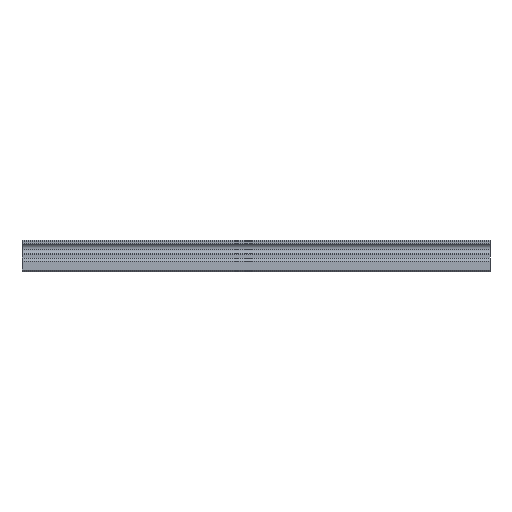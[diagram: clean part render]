
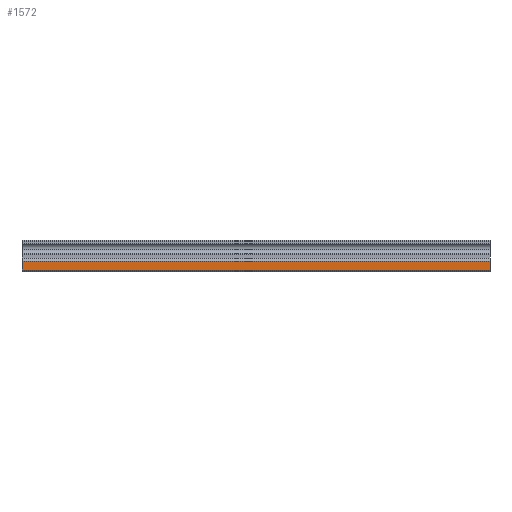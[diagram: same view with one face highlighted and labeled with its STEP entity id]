
A CAD part, top view. The second image highlights one B-rep face of the part: STEP entity #1572.
In plain terms, the highlighted planar face has unit normal (0, 0, 1).
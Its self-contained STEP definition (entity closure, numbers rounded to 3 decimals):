
#93 = DIRECTION ( 'NONE',  ( 1., 0., 0. ) ) ;
#132 = ORIENTED_EDGE ( 'NONE', *, *, #410, .F. ) ;
#172 = CARTESIAN_POINT ( 'NONE',  ( 130., 3.1, 21. ) ) ;
#229 = CARTESIAN_POINT ( 'NONE',  ( -10., 0.5, 21. ) ) ;
#274 = DIRECTION ( 'NONE',  ( 0., -1., 0. ) ) ;
#410 = EDGE_CURVE ( 'NONE', #1117, #1746, #1899, .T. ) ;
#439 = VECTOR ( 'NONE', #446, 1000. ) ;
#446 = DIRECTION ( 'NONE',  ( 1., 0., 0. ) ) ;
#451 = CARTESIAN_POINT ( 'NONE',  ( 130., 3.1, 21. ) ) ;
#581 = CARTESIAN_POINT ( 'NONE',  ( 130., 5.27, 21. ) ) ;
#637 = ORIENTED_EDGE ( 'NONE', *, *, #780, .F. ) ;
#668 = EDGE_CURVE ( 'NONE', #1538, #952, #1334, .T. ) ;
#690 = LINE ( 'NONE', #1043, #1425 ) ;
#725 = ORIENTED_EDGE ( 'NONE', *, *, #1514, .T. ) ;
#746 = FACE_OUTER_BOUND ( 'NONE', #1383, .T. ) ;
#751 = CARTESIAN_POINT ( 'NONE',  ( -10., 3.1, 21. ) ) ;
#760 = LINE ( 'NONE', #581, #1147 ) ;
#770 = DIRECTION ( 'NONE',  ( -1., 0., 0. ) ) ;
#780 = EDGE_CURVE ( 'NONE', #1746, #952, #760, .T. ) ;
#952 = VERTEX_POINT ( 'NONE', #1359 ) ;
#1043 = CARTESIAN_POINT ( 'NONE',  ( -10., 5.27, 21. ) ) ;
#1111 = VECTOR ( 'NONE', #93, 1000. ) ;
#1117 = VERTEX_POINT ( 'NONE', #751 ) ;
#1147 = VECTOR ( 'NONE', #274, 1000. ) ;
#1334 = LINE ( 'NONE', #1344, #1111 ) ;
#1344 = CARTESIAN_POINT ( 'NONE',  ( 130., 0.5, 21. ) ) ;
#1359 = CARTESIAN_POINT ( 'NONE',  ( 130., 0.5, 21. ) ) ;
#1383 = EDGE_LOOP ( 'NONE', ( #1900, #637, #132, #725 ) ) ;
#1425 = VECTOR ( 'NONE', #1999, 1000. ) ;
#1514 = EDGE_CURVE ( 'NONE', #1117, #1538, #690, .T. ) ;
#1538 = VERTEX_POINT ( 'NONE', #229 ) ;
#1540 = PLANE ( 'NONE',  #1958 ) ;
#1572 = ADVANCED_FACE ( 'NONE', ( #746 ), #1540, .F. ) ;
#1746 = VERTEX_POINT ( 'NONE', #1756 ) ;
#1756 = CARTESIAN_POINT ( 'NONE',  ( 130., 3.1, 21. ) ) ;
#1899 = LINE ( 'NONE', #172, #439 ) ;
#1900 = ORIENTED_EDGE ( 'NONE', *, *, #668, .T. ) ;
#1958 = AXIS2_PLACEMENT_3D ( 'NONE', #451, #2015, #770 ) ;
#1999 = DIRECTION ( 'NONE',  ( 0., -1., 0. ) ) ;
#2015 = DIRECTION ( 'NONE',  ( 0., 0., -1. ) ) ;
